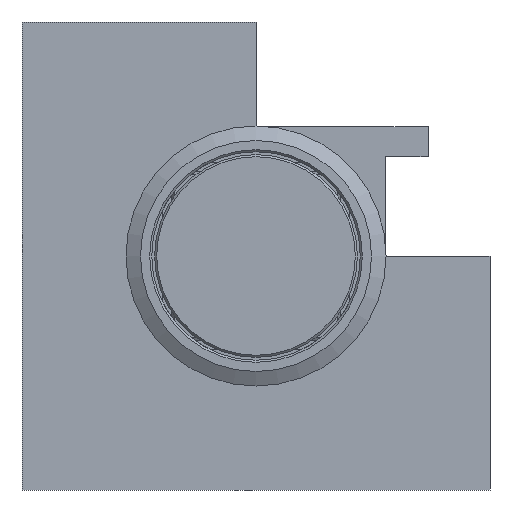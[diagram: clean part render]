
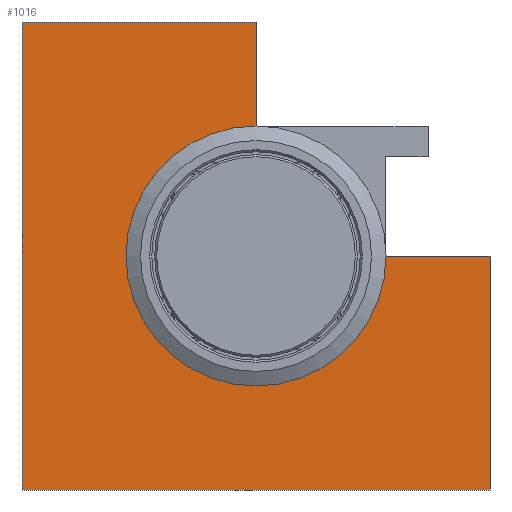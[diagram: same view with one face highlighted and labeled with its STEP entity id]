
A CAD part, front view. The second image highlights one B-rep face of the part: STEP entity #1016.
In plain terms, the highlighted planar face has unit normal (0, -1, 0).
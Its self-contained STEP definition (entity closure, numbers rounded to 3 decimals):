
#1016 = ADVANCED_FACE( '', ( #2075 ), #2076, .F. );
#2075 = FACE_OUTER_BOUND( '', #3456, .T. );
#2076 = PLANE( '', #3457 );
#3456 = EDGE_LOOP( '', ( #5944, #5945, #5946, #5947, #5948, #5949, #5950 ) );
#3457 = AXIS2_PLACEMENT_3D( '', #5951, #5952, #5953 );
#5944 = ORIENTED_EDGE( '', *, *, #8576, .T. );
#5945 = ORIENTED_EDGE( '', *, *, #8206, .T. );
#5946 = ORIENTED_EDGE( '', *, *, #8577, .T. );
#5947 = ORIENTED_EDGE( '', *, *, #7908, .T. );
#5948 = ORIENTED_EDGE( '', *, *, #8578, .T. );
#5949 = ORIENTED_EDGE( '', *, *, #8183, .T. );
#5950 = ORIENTED_EDGE( '', *, *, #8053, .T. );
#5951 = CARTESIAN_POINT( '', ( 0., 0., 0. ) );
#5952 = DIRECTION( '', ( 0., 1., 0. ) );
#5953 = DIRECTION( '', ( 0., 0., 1. ) );
#7908 = EDGE_CURVE( '', #10093, #10094, #10095, .T. );
#8053 = EDGE_CURVE( '', #10343, #10344, #10345, .T. );
#8183 = EDGE_CURVE( '', #10562, #10343, #10563, .T. );
#8206 = EDGE_CURVE( '', #10594, #10595, #10596, .T. );
#8576 = EDGE_CURVE( '', #10344, #10594, #11164, .T. );
#8577 = EDGE_CURVE( '', #10595, #10093, #11165, .T. );
#8578 = EDGE_CURVE( '', #10094, #10562, #11166, .T. );
#10093 = VERTEX_POINT( '', #12280 );
#10094 = VERTEX_POINT( '', #12281 );
#10095 = LINE( '', #12282, #12283 );
#10343 = VERTEX_POINT( '', #12618 );
#10344 = VERTEX_POINT( '', #12619 );
#10345 = LINE( '', #12620, #12621 );
#10562 = VERTEX_POINT( '', #12955 );
#10563 = LINE( '', #12956, #12957 );
#10594 = VERTEX_POINT( '', #13003 );
#10595 = VERTEX_POINT( '', #13004 );
#10596 = LINE( '', #13005, #13006 );
#11164 = CIRCLE( '', #13840, 11.15 );
#11165 = LINE( '', #13841, #13842 );
#11166 = LINE( '', #13843, #13844 );
#12280 = CARTESIAN_POINT( '', ( -22.5, 0., 22.5 ) );
#12281 = CARTESIAN_POINT( '', ( -22.5, 0., -22.5 ) );
#12282 = CARTESIAN_POINT( '', ( -22.5, 0., 22.5 ) );
#12283 = VECTOR( '', #15102, 1000. );
#12618 = CARTESIAN_POINT( '', ( 22.5, 0., 0. ) );
#12619 = CARTESIAN_POINT( '', ( 11.15, 0., 0. ) );
#12620 = CARTESIAN_POINT( '', ( 22.5, 0., 0. ) );
#12621 = VECTOR( '', #15289, 1000. );
#12955 = CARTESIAN_POINT( '', ( 22.5, 0., -22.5 ) );
#12956 = CARTESIAN_POINT( '', ( 22.5, 0., -22.5 ) );
#12957 = VECTOR( '', #15415, 1000. );
#13003 = CARTESIAN_POINT( '', ( 0., 0., 11.15 ) );
#13004 = CARTESIAN_POINT( '', ( 0., 0., 22.5 ) );
#13005 = CARTESIAN_POINT( '', ( 0., 0., 11.15 ) );
#13006 = VECTOR( '', #15436, 1000. );
#13840 = AXIS2_PLACEMENT_3D( '', #15859, #15860, #15861 );
#13841 = CARTESIAN_POINT( '', ( 0., 0., 22.5 ) );
#13842 = VECTOR( '', #15862, 1000. );
#13843 = CARTESIAN_POINT( '', ( -22.5, 0., -22.5 ) );
#13844 = VECTOR( '', #15863, 1000. );
#15102 = DIRECTION( '', ( 0., 0., -1. ) );
#15289 = DIRECTION( '', ( -1., 0., 0. ) );
#15415 = DIRECTION( '', ( 0., 0., 1. ) );
#15436 = DIRECTION( '', ( 0., 0., 1. ) );
#15859 = CARTESIAN_POINT( '', ( 0., 0., 0. ) );
#15860 = DIRECTION( '', ( 0., 1., 0. ) );
#15861 = DIRECTION( '', ( 1., 0., 0. ) );
#15862 = DIRECTION( '', ( -1., 0., 0. ) );
#15863 = DIRECTION( '', ( 1., 0., 0. ) );
